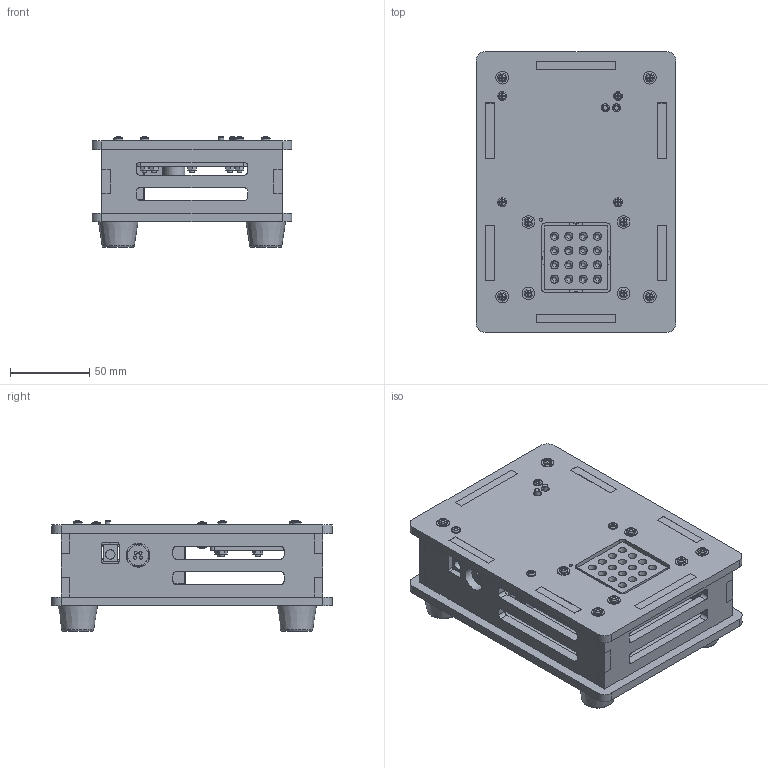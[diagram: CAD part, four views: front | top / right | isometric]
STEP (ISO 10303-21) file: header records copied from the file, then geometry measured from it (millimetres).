
FILE_DESCRIPTION(/* description */ (''),/* implementation_level */ '2;1');
FILE_NAME(/* name */ 'NinjaLAMP-Lite-t5.5mm ver1.0 v13.step',/* time_stamp */ '2020-04-25T22:48:49+09:00',/* author */ (''),/* organization */ (''),/* preprocessor_version */ 'ST-DEVELOPER v18.1',/* originating_system */ 'Autodesk Translation Framework v9.2.0.1227',/* authorisation */ '');
FILE_SCHEMA (('AUTOMOTIVE_DESIGN { 1 0 10303 214 3 1 1 }'));
Products named in the file (101): NinjaLAMP-Lite-t5.5mm ver1.0; woods; w1_body-right; w2_body-back; w3_body-bottom; w4_body-front; w5_body-left; screws; screws-pcb; SLBNR3 v1 (5) (1); SLBNR3 (5) (1); CSPPN-ST-M3-15 v1 (1); screws-body; spacer_M3_40 v2; RubberFoot; CSPPNW-ST-M3-20 v1; screws-body (1); spacer_M3_40 v2 (1); RubberFoot_1; CSPPNW-ST-M3-20 v1 (2); screws-pcb (1); SLBNR3 v1 (5) (1) (1); SLBNR3 (5) (1) (1); CSPPN-ST-M3-15 v1 (1) (1); screws-pcb (2); SLBNR3 v1 (5) (1) (2); SLBNR3 (5) (1) (2); CSPPN-ST-M3-15 v1 (1) (2); screws-pcb (3); SLBNR3 v1 (5) (1) (3); SLBNR3 (5) (1) (3); CSPPN-ST-M3-15 v1 (1) (3); screws-body (2); spacer_M3_40 v2 (2); RubberFoot_2; CSPPNW-ST-M3-20 v1 (3); screws-body (3); spacer_M3_40 v2 (3); RubberFoot_3; Foot1 コピー1 ...
Assembly tree (124 placements, depth 6):
  NinjaLAMP-Lite-t5.5mm ver1.0
    woods
      w1_body-right
      w2_body-back
      w3_body-bottom
      w4_body-front
      w5_body-left
    screws
      screws-pcb
        SLBNR3 v1 (5) (1)
          SLBNR3 (5) (1)
        CSPPN-ST-M3-15 v1 (1)
        Spacer-M3-5mm-to-hold-circuit-to-wood-front
      screws-body
        CSPPNW-ST-M3-20 v1  x2
        spacer_M3_40 v2
        RubberFoot
          Foot1 コピー1
      screws-body (1)
        CSPPNW-ST-M3-20 v1 (2)  x2
        spacer_M3_40 v2 (1)
        RubberFoot_1
          Foot1 コピー1
      screws-pcb (1)
        SLBNR3 v1 (5) (1) (1)
          SLBNR3 (5) (1) (1)
        CSPPN-ST-M3-15 v1 (1) (1)
        Spacer-M3-5mm-to-hold-circuit-to-wood-front
      screws-pcb (2)
        SLBNR3 v1 (5) (1) (2)
          SLBNR3 (5) (1) (2)
        CSPPN-ST-M3-15 v1 (1) (2)
        Spacer-M3-5mm-to-hold-circuit-to-wood-front
      screws-pcb (3)
        SLBNR3 v1 (5) (1) (3)
          SLBNR3 (5) (1) (3)
        CSPPN-ST-M3-15 v1 (1) (3)
        Spacer-M3-5mm-to-hold-circuit-to-wood-front
      screws-body (2)
        CSPPNW-ST-M3-20 v1 (3)  x2
        spacer_M3_40 v2 (2)
        RubberFoot_2
          Foot1 コピー1
      screws-body (3)
        CSPPNW-ST-M3-20 v1 (4)  x2
        spacer_M3_40 v2 (3)
        RubberFoot_3
          Foot1 コピー1
    misc
      ver2.1&ver2.2
        pcb
        MJ179PH v1
        tactileswitch-long v1  x2
        serial6
          pinhead v2  x6
        NEC EP2-3L3SAb v3
        Heatsink-11PB015 v2
          pin
          fin
        1000uF
Bounding box: 126 x 177 x 69.68 mm (x, y, z)
Volume: 400632.9 mm3; surface area: 206222.8 mm2
Topology: 63 solids, 439 shells, 2090 faces, 6100 edges, 4458 vertices
Faces by surface type: plane 1138, cylinder 573, cone 180, torus 99, sphere 92, bspline 8
Full cylindrical faces by diameter (mm): 1 x18, 1.02 x6, 1.092 x8, 1.4 x1, 1.7 x2, 2 x13, 2.459 x16, 2.529 x4, 2.693 x4, 3 x28, 3.2 x29, 3.3 x8, 5 x2, 5.5 x16, 5.85 x8, 6 x2, 8 x12, 9.4 x4, 12.5 x1, 12.9 x1, 15 x1
Entity records: 61658 total; most frequent: CARTESIAN_POINT 15577, DIRECTION 9525, ORIENTED_EDGE 7912, EDGE_CURVE 4622, AXIS2_PLACEMENT_3D 3463, VERTEX_POINT 3459, LINE 2599, VECTOR 2599
